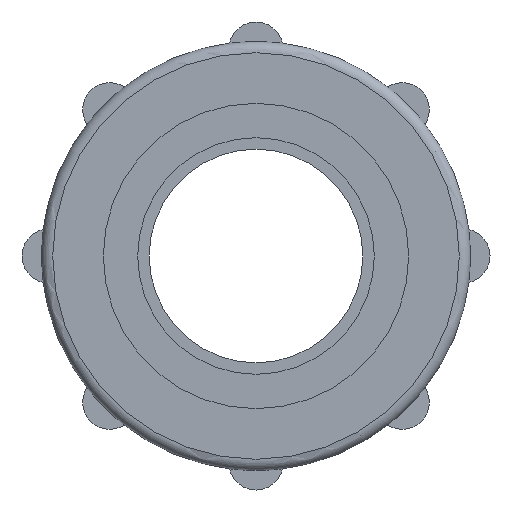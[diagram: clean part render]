
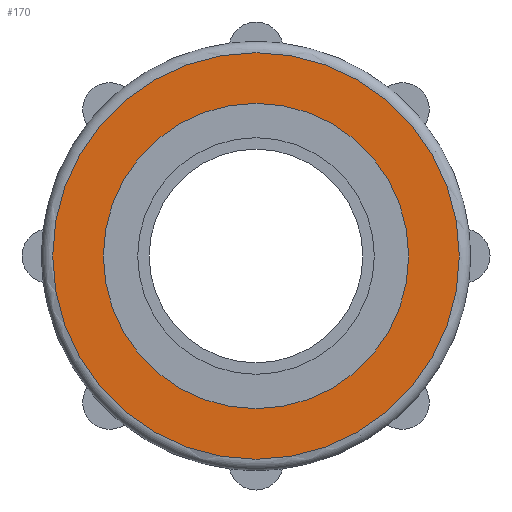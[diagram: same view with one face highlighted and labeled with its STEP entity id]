
A CAD part, left-side view. The second image highlights one B-rep face of the part: STEP entity #170.
In plain terms, the highlighted planar face has unit normal (-1, 0, 0).
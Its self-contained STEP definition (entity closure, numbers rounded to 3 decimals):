
#170 = ADVANCED_FACE( '', ( #351, #352 ), #353, .T. );
#351 = FACE_BOUND( '', #534, .T. );
#352 = FACE_OUTER_BOUND( '', #535, .T. );
#353 = PLANE( '', #536 );
#534 = EDGE_LOOP( '', ( #912 ) );
#535 = EDGE_LOOP( '', ( #913 ) );
#536 = AXIS2_PLACEMENT_3D( '', #914, #915, #916 );
#912 = ORIENTED_EDGE( '', *, *, #1105, .T. );
#913 = ORIENTED_EDGE( '', *, *, #1122, .F. );
#914 = CARTESIAN_POINT( '', ( -12.333, 27.5, 0. ) );
#915 = DIRECTION( '', ( -1., 0., 0. ) );
#916 = DIRECTION( '', ( 0., 0., 1. ) );
#1105 = EDGE_CURVE( '', #1314, #1314, #1315, .T. );
#1122 = EDGE_CURVE( '', #1335, #1335, #1336, .T. );
#1314 = VERTEX_POINT( '', #1649 );
#1315 = CIRCLE( '', #1650, 20.65 );
#1335 = VERTEX_POINT( '', #1705 );
#1336 = CIRCLE( '', #1706, 27.5 );
#1649 = CARTESIAN_POINT( '', ( -12.333, 0., -20.65 ) );
#1650 = AXIS2_PLACEMENT_3D( '', #1927, #1928, #1929 );
#1705 = CARTESIAN_POINT( '', ( -12.333, 0., -27.5 ) );
#1706 = AXIS2_PLACEMENT_3D( '', #1947, #1948, #1949 );
#1927 = CARTESIAN_POINT( '', ( -12.333, 0., 0. ) );
#1928 = DIRECTION( '', ( 1., 0., 0. ) );
#1929 = DIRECTION( '', ( 0., 0., -1. ) );
#1947 = CARTESIAN_POINT( '', ( -12.333, 0., 0. ) );
#1948 = DIRECTION( '', ( 1., 0., 0. ) );
#1949 = DIRECTION( '', ( 0., 0., -1. ) );
